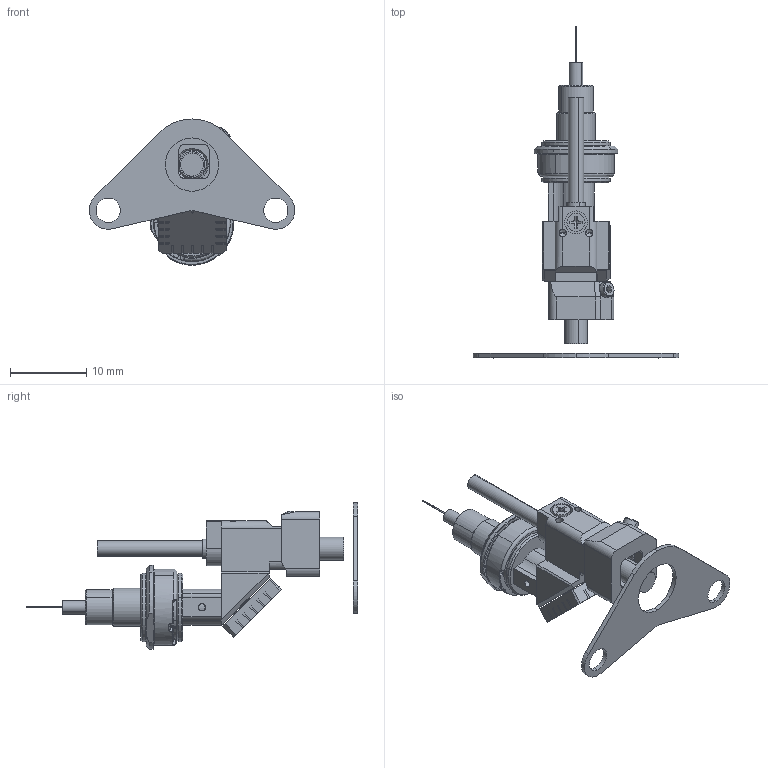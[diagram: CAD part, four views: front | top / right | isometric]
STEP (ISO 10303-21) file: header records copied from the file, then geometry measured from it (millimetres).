
FILE_DESCRIPTION (( 'STEP AP203' ), '1' );
FILE_NAME ('Assemble_miniature microscope.STEP', '2020-08-03T08:26:14', ( '' ), ( '' ), 'SwSTEP 2.0', 'SolidWorks 2020', '' );
FILE_SCHEMA (( 'CONFIG_CONTROL_DESIGN' ));
Length unit declared in the file: millimetre
Products named in the file (22): 16_Optical fiber; 12_EL-3-10; 17_Screw1; 21_65270; 4_HC-920 Fiber; 3_Collimator_holder; 7_Scan lens; 5_84128; 20_84127; 13_EL-3-10 bottom holder; 1_Main_frame; 11_EL-3-10 top holder; 18_Screw2; 2_Fiber_holder; 19_Mouse baseplate; 15_Cover; 8_DM; Assemble_miniature microscope; 6_MEMS; 9_Objective; 14_Holder; 10_Ring
Assembly tree (22 placements, depth 2):
  Assemble_miniature microscope
    1_Main_frame
    2_Fiber_holder
    3_Collimator_holder
    4_HC-920 Fiber
    5_84128
    6_MEMS
    7_Scan lens
    8_DM
    9_Objective
    10_Ring
    11_EL-3-10 top holder
    12_EL-3-10
    13_EL-3-10 bottom holder
    14_Holder
    15_Cover
    16_Optical fiber
    17_Screw1
    18_Screw2
    19_Mouse baseplate
    20_84127  x2
    21_65270
Bounding box: 26.99 x 43.6 x 19.2 mm (x, y, z)
Volume: 1673 mm3; surface area: 4151.3 mm2
Topology: 37 solids, 37 shells, 846 faces, 2150 edges, 1390 vertices
Faces by surface type: plane 421, cylinder 280, cone 81, bspline 49, sphere 11, torus 4
Entity records: 28808 total; most frequent: CARTESIAN_POINT 6289, DIRECTION 4210, ORIENTED_EDGE 4202, EDGE_CURVE 2101, AXIS2_PLACEMENT_3D 1464, VERTEX_POINT 1364, LINE 1282, VECTOR 1282
